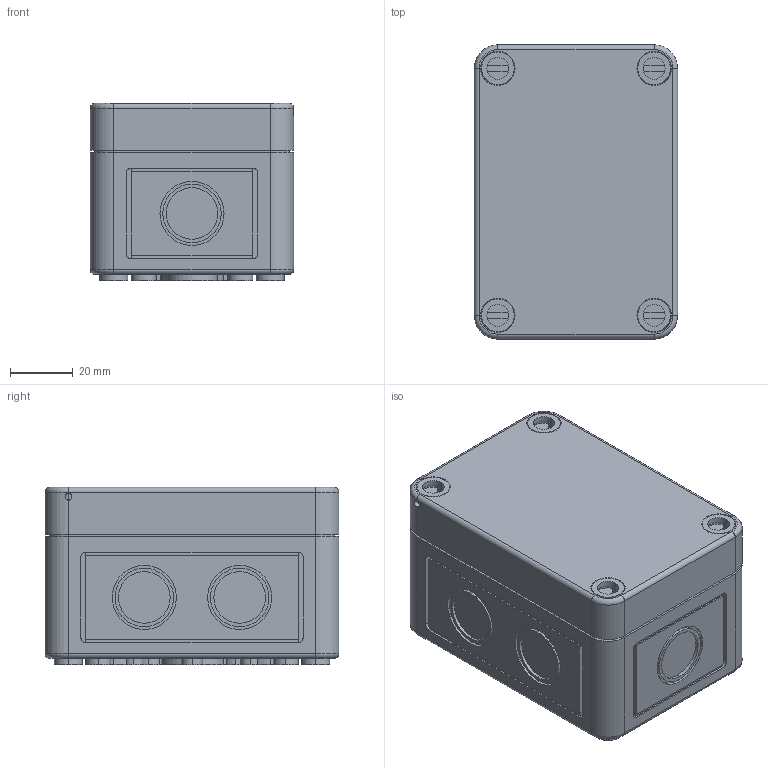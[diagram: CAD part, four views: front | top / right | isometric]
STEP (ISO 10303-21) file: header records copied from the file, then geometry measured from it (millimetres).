
FILE_DESCRIPTION (( 'STEP AP203' ), '1' );
FILE_NAME ('60070915.step', '2014-12-03T15:00:44', ( 'Windows-Benutzer' ), ( '' ), 'SwSTEP 2.0', 'SolidWorks 2014', '' );
FILE_SCHEMA (( 'CONFIG_CONTROL_DESIGN' ));
Length unit declared in the file: millimetre
Products named in the file (4): Kasten_TK97-m60070915; Deckel_TK97-660070915; Schraube_TK34mm-grau60070915; 60070915
Assembly tree (6 placements, depth 2):
  60070915
    Kasten_TK97-m60070915
    Deckel_TK97-660070915
    Schraube_TK34mm-grau60070915  x4
Bounding box: 65 x 94 x 56.7 mm (x, y, z)
Volume: 95327.6 mm3; surface area: 76417 mm2
Topology: 6 solids, 6 shells, 756 faces, 1910 edges, 1244 vertices
Faces by surface type: plane 362, cylinder 322, cone 56, torus 16
Entity records: 19600 total; most frequent: DIRECTION 3512, CARTESIAN_POINT 3391, ORIENTED_EDGE 3160, EDGE_CURVE 1580, AXIS2_PLACEMENT_3D 1321, VERTEX_POINT 1028, VECTOR 870, LINE 870
